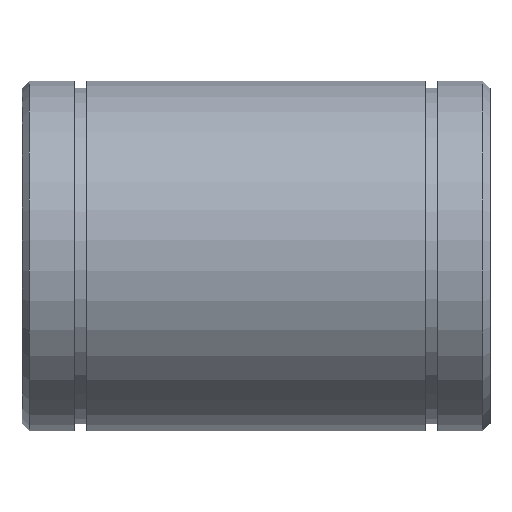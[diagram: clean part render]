
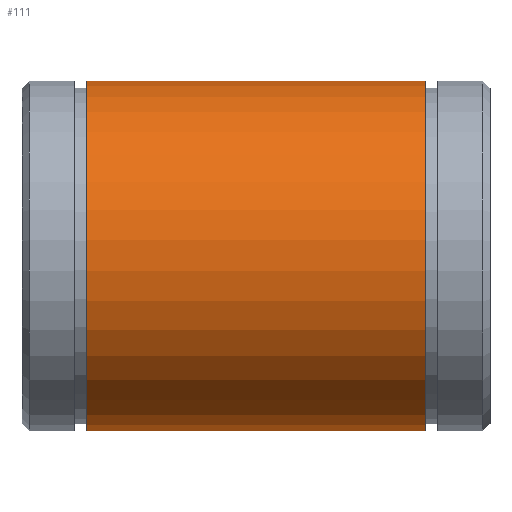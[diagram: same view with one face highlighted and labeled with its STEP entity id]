
A CAD part, top view. The second image highlights one B-rep face of the part: STEP entity #111.
In plain terms, the highlighted cylindrical face has radius 37.5 mm (diameter 75 mm), a partial arc.
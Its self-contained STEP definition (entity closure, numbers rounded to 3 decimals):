
#111 = ADVANCED_FACE( '', ( #210 ), #211, .T. );
#210 = FACE_OUTER_BOUND( '', #296, .T. );
#211 = CYLINDRICAL_SURFACE( '', #297, 37.5 );
#296 = EDGE_LOOP( '', ( #488, #489, #490, #491 ) );
#297 = AXIS2_PLACEMENT_3D( '', #492, #493, #494 );
#488 = ORIENTED_EDGE( '', *, *, #598, .T. );
#489 = ORIENTED_EDGE( '', *, *, #605, .T. );
#490 = ORIENTED_EDGE( '', *, *, #610, .F. );
#491 = ORIENTED_EDGE( '', *, *, #622, .T. );
#492 = CARTESIAN_POINT( '', ( 100., 0., 0. ) );
#493 = DIRECTION( '', ( -1., 0., 0. ) );
#494 = DIRECTION( '', ( 0., 0., -1. ) );
#598 = EDGE_CURVE( '', #727, #725, #728, .T. );
#605 = EDGE_CURVE( '', #725, #735, #737, .T. );
#610 = EDGE_CURVE( '', #742, #735, #743, .T. );
#622 = EDGE_CURVE( '', #742, #727, #756, .F. );
#725 = VERTEX_POINT( '', #889 );
#727 = VERTEX_POINT( '', #892 );
#728 = CIRCLE( '', #893, 37.5 );
#735 = VERTEX_POINT( '', #904 );
#737 = LINE( '', #907, #908 );
#742 = VERTEX_POINT( '', #918 );
#743 = CIRCLE( '', #919, 37.5 );
#756 = LINE( '', #939, #940 );
#889 = CARTESIAN_POINT( '', ( 13.85, -15.783, -34.017 ) );
#892 = CARTESIAN_POINT( '', ( 13.85, 15.783, -34.017 ) );
#893 = AXIS2_PLACEMENT_3D( '', #1030, #1031, #1032 );
#904 = CARTESIAN_POINT( '', ( 86.15, -15.783, -34.017 ) );
#907 = CARTESIAN_POINT( '', ( 100., -15.783, -34.017 ) );
#908 = VECTOR( '', #1038, 1000. );
#918 = CARTESIAN_POINT( '', ( 86.15, 15.783, -34.017 ) );
#919 = AXIS2_PLACEMENT_3D( '', #1041, #1042, #1043 );
#939 = CARTESIAN_POINT( '', ( 100., 15.783, -34.017 ) );
#940 = VECTOR( '', #1051, 1000. );
#1030 = CARTESIAN_POINT( '', ( 13.85, 0., 0. ) );
#1031 = DIRECTION( '', ( 1., 0., 0. ) );
#1032 = DIRECTION( '', ( 0., 0., -1. ) );
#1038 = DIRECTION( '', ( 1., 0., 0. ) );
#1041 = CARTESIAN_POINT( '', ( 86.15, 0., 0. ) );
#1042 = DIRECTION( '', ( 1., 0., 0. ) );
#1043 = DIRECTION( '', ( 0., 0., -1. ) );
#1051 = DIRECTION( '', ( 1., 0., 0. ) );
